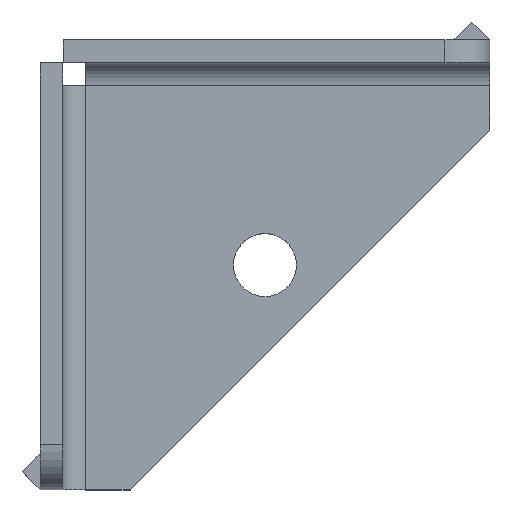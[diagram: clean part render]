
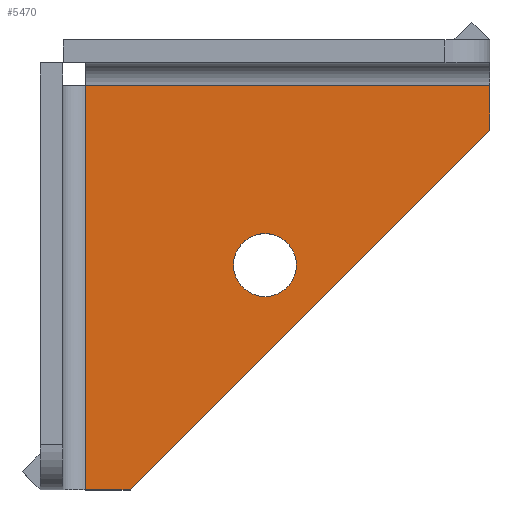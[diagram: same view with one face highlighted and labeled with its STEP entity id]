
A CAD part, top view. The second image highlights one B-rep face of the part: STEP entity #5470.
In plain terms, the highlighted planar face has unit normal (0, 0, 1).
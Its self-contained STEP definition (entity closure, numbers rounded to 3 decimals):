
#3530=CARTESIAN_POINT('',(25.,21.5,2.5));
#3540=VERTEX_POINT('',#3530);
#3620=CARTESIAN_POINT('',(25.,28.5,2.5));
#3630=VERTEX_POINT('',#3620);
#3660=CARTESIAN_POINT('',(25.,25.,2.5));
#3670=DIRECTION('',(0.,0.,-1.));
#3680=DIRECTION('',(0.,-1.,0.));
#3690=AXIS2_PLACEMENT_3D('',#3660,#3670,#3680);
#3700=CIRCLE('',#3690,3.5);
#3710=EDGE_CURVE('',#3630,#3540,#3700,.T.);
#3880=CARTESIAN_POINT('',(5.06,0.,2.5));
#3890=VERTEX_POINT('',#3880);
#4050=CARTESIAN_POINT('',(5.06,44.94,2.5));
#4060=VERTEX_POINT('',#4050);
#4090=CARTESIAN_POINT('',(5.06,20.,2.5));
#4100=DIRECTION('',(0.,-1.,0.));
#4110=VECTOR('',#4100,1.);
#4120=LINE('',#4090,#4110);
#4130=EDGE_CURVE('',#4060,#3890,#4120,.T.);
#5040=CARTESIAN_POINT('',(15.,20.,2.5));
#5050=DIRECTION('',(0.,0.,-1.));
#5060=DIRECTION('',(-1.,0.,0.));
#5070=AXIS2_PLACEMENT_3D('',#5040,#5050,#5060);
#5080=PLANE('',#5070);
#5090=CARTESIAN_POINT('',(50.,0.,2.5));
#5100=DIRECTION('',(0.,1.,0.));
#5110=VECTOR('',#5100,1.);
#5120=LINE('',#5090,#5110);
#5130=CARTESIAN_POINT('',(50.,40.,2.5));
#5140=VERTEX_POINT('',#5130);
#5150=CARTESIAN_POINT('',(50.,44.94,2.5));
#5160=VERTEX_POINT('',#5150);
#5170=EDGE_CURVE('',#5140,#5160,#5120,.T.);
#5180=ORIENTED_EDGE('',*,*,#5170,.T.);
#5190=CARTESIAN_POINT('',(10.,0.,2.5));
#5200=DIRECTION('',(-0.707,-0.707,0.));
#5210=VECTOR('',#5200,1.);
#5220=LINE('',#5190,#5210);
#5230=CARTESIAN_POINT('',(10.,0.,2.5));
#5240=VERTEX_POINT('',#5230);
#5250=EDGE_CURVE('',#5140,#5240,#5220,.T.);
#5260=ORIENTED_EDGE('',*,*,#5250,.F.);
#5270=CARTESIAN_POINT('',(0.,0.,2.5));
#5280=DIRECTION('',(1.,0.,0.));
#5290=VECTOR('',#5280,1.);
#5300=LINE('',#5270,#5290);
#5310=EDGE_CURVE('',#3890,#5240,#5300,.T.);
#5320=ORIENTED_EDGE('',*,*,#5310,.T.);
#5330=ORIENTED_EDGE('',*,*,#4130,.T.);
#5340=CARTESIAN_POINT('',(15.,44.94,2.5));
#5350=DIRECTION('',(-1.,0.,0.));
#5360=VECTOR('',#5350,1.);
#5370=LINE('',#5340,#5360);
#5380=EDGE_CURVE('',#5160,#4060,#5370,.T.);
#5390=ORIENTED_EDGE('',*,*,#5380,.T.);
#5400=EDGE_LOOP('',(#5390,#5330,#5320,#5260,#5180));
#5410=FACE_OUTER_BOUND('',#5400,.T.);
#5420=EDGE_CURVE('',#3540,#3630,#3700,.T.);
#5430=ORIENTED_EDGE('',*,*,#5420,.T.);
#5440=ORIENTED_EDGE('',*,*,#3710,.T.);
#5450=EDGE_LOOP('',(#5440,#5430));
#5460=FACE_BOUND('',#5450,.T.);
#5470=ADVANCED_FACE('',(#5410,#5460),#5080,.F.);
